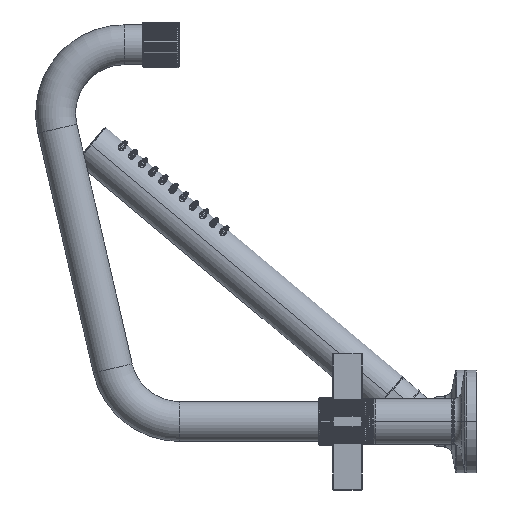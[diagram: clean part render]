
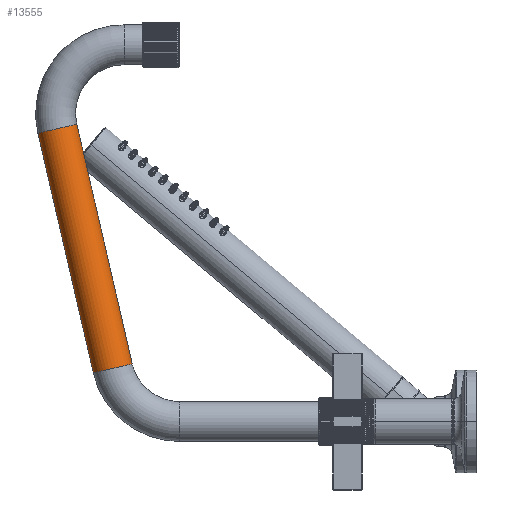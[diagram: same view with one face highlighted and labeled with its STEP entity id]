
A CAD part, left-side view. The second image highlights one B-rep face of the part: STEP entity #13555.
In plain terms, the highlighted cylindrical face has radius 11.113 mm (diameter 22.225 mm), a partial arc.
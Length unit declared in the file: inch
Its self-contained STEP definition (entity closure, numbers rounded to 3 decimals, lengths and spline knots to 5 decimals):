
#4006=CARTESIAN_POINT('',(0.,9.17156,6.41257));
#4007=DIRECTION('',(0.,0.225,0.974));
#4008=DIRECTION('',(0.,0.974,-0.225));
#4009=AXIS2_PLACEMENT_3D('',#4006,#4007,#4008);
#4016=CARTESIAN_POINT('',(0.,7.9595,1.16257));
#4017=DIRECTION('',(0.,0.225,0.974));
#4018=DIRECTION('',(0.,0.974,-0.225));
#4019=AXIS2_PLACEMENT_3D('',#4016,#4017,#4018);
#4021=DIRECTION('',(0.,0.225,0.974));
#4022=VECTOR('',#4021,5.3881);
#4023=CARTESIAN_POINT('',(0.,8.38578,1.06416));
#4024=LINE('',#4023,#4022);
#7247=DIRECTION('',(0.,0.225,0.974));
#7248=VECTOR('',#7247,5.3881);
#7249=CARTESIAN_POINT('',(0.,7.53321,1.26099));
#7250=LINE('',#7249,#7248);
#8649=CARTESIAN_POINT('',(0.,7.53321,1.26099));
#8650=CARTESIAN_POINT('',(0.,8.38578,1.06416));
#8651=VERTEX_POINT('',#8649);
#8652=VERTEX_POINT('',#8650);
#8653=CARTESIAN_POINT('',(0.,8.74527,6.51099));
#8654=CARTESIAN_POINT('',(0.,9.59784,6.31416));
#8655=VERTEX_POINT('',#8653);
#8656=VERTEX_POINT('',#8654);
#13541=CARTESIAN_POINT('',(0.,7.9595,1.16257));
#13542=DIRECTION('',(0.,0.225,0.974));
#13543=DIRECTION('',(0.,-0.974,0.225));
#13544=AXIS2_PLACEMENT_3D('',#13541,#13542,#13543);
#13545=CYLINDRICAL_SURFACE('',#13544,0.4375);
#13547=ORIENTED_EDGE('',*,*,#13546,.F.);
#13549=ORIENTED_EDGE('',*,*,#13548,.T.);
#13550=ORIENTED_EDGE('',*,*,#13531,.T.);
#13552=ORIENTED_EDGE('',*,*,#13551,.F.);
#13553=EDGE_LOOP('',(#13547,#13549,#13550,#13552));
#13554=FACE_OUTER_BOUND('',#13553,.F.);
#13555=ADVANCED_FACE('',(#13554),#13545,.T.);
#4010=CIRCLE('',#4009,0.4375);
#4020=CIRCLE('',#4019,0.4375);
#13531=EDGE_CURVE('',#8656,#8655,#4010,.T.);
#13546=EDGE_CURVE('',#8652,#8651,#4020,.T.);
#13548=EDGE_CURVE('',#8652,#8656,#4024,.T.);
#13551=EDGE_CURVE('',#8651,#8655,#7250,.T.);
